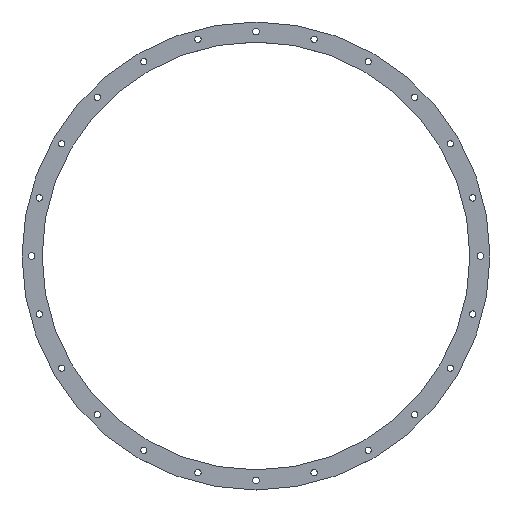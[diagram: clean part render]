
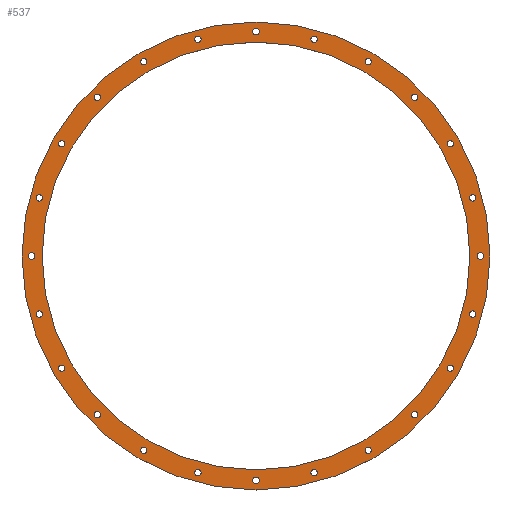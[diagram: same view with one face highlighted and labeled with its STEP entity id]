
A CAD part, top view. The second image highlights one B-rep face of the part: STEP entity #537.
In plain terms, the highlighted planar face has unit normal (0, 0, 1).
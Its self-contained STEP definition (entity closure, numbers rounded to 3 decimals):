
#15=PLANE('',#619);
#43=FACE_BOUND('',#174,.T.);
#44=FACE_BOUND('',#175,.T.);
#45=FACE_BOUND('',#176,.T.);
#46=FACE_BOUND('',#177,.T.);
#47=FACE_BOUND('',#178,.T.);
#48=FACE_BOUND('',#179,.T.);
#49=FACE_BOUND('',#180,.T.);
#50=FACE_BOUND('',#181,.T.);
#51=FACE_BOUND('',#182,.T.);
#52=FACE_BOUND('',#183,.T.);
#53=FACE_BOUND('',#184,.T.);
#54=FACE_BOUND('',#185,.T.);
#55=FACE_BOUND('',#186,.T.);
#56=FACE_BOUND('',#187,.T.);
#57=FACE_BOUND('',#188,.T.);
#58=FACE_BOUND('',#189,.T.);
#59=FACE_BOUND('',#190,.T.);
#60=FACE_BOUND('',#191,.T.);
#61=FACE_BOUND('',#192,.T.);
#62=FACE_BOUND('',#193,.T.);
#63=FACE_BOUND('',#194,.T.);
#64=FACE_BOUND('',#195,.T.);
#65=FACE_BOUND('',#196,.T.);
#66=FACE_BOUND('',#197,.T.);
#67=FACE_BOUND('',#198,.T.);
#119=FACE_OUTER_BOUND('',#173,.T.);
#173=EDGE_LOOP('',(#433));
#174=EDGE_LOOP('',(#434));
#175=EDGE_LOOP('',(#435));
#176=EDGE_LOOP('',(#436));
#177=EDGE_LOOP('',(#437));
#178=EDGE_LOOP('',(#438));
#179=EDGE_LOOP('',(#439));
#180=EDGE_LOOP('',(#440));
#181=EDGE_LOOP('',(#441));
#182=EDGE_LOOP('',(#442));
#183=EDGE_LOOP('',(#443));
#184=EDGE_LOOP('',(#444));
#185=EDGE_LOOP('',(#445));
#186=EDGE_LOOP('',(#446));
#187=EDGE_LOOP('',(#447));
#188=EDGE_LOOP('',(#448));
#189=EDGE_LOOP('',(#449));
#190=EDGE_LOOP('',(#450));
#191=EDGE_LOOP('',(#451));
#192=EDGE_LOOP('',(#452));
#193=EDGE_LOOP('',(#453));
#194=EDGE_LOOP('',(#454));
#195=EDGE_LOOP('',(#455));
#196=EDGE_LOOP('',(#456));
#197=EDGE_LOOP('',(#457));
#198=EDGE_LOOP('',(#458));
#225=CIRCLE('',#542,401.25);
#227=CIRCLE('',#545,6.);
#229=CIRCLE('',#548,6.);
#231=CIRCLE('',#551,6.);
#233=CIRCLE('',#554,6.);
#235=CIRCLE('',#557,6.);
#237=CIRCLE('',#560,6.);
#239=CIRCLE('',#563,6.);
#241=CIRCLE('',#566,6.);
#243=CIRCLE('',#569,6.);
#245=CIRCLE('',#572,6.);
#247=CIRCLE('',#575,6.);
#249=CIRCLE('',#578,6.);
#251=CIRCLE('',#581,6.);
#253=CIRCLE('',#584,6.);
#255=CIRCLE('',#587,6.);
#257=CIRCLE('',#590,6.);
#259=CIRCLE('',#593,6.);
#261=CIRCLE('',#596,6.);
#263=CIRCLE('',#599,6.);
#265=CIRCLE('',#602,6.);
#267=CIRCLE('',#605,6.);
#269=CIRCLE('',#608,6.);
#271=CIRCLE('',#611,6.);
#273=CIRCLE('',#614,6.);
#275=CIRCLE('',#617,439.);
#277=VERTEX_POINT('',#785);
#279=VERTEX_POINT('',#790);
#281=VERTEX_POINT('',#795);
#283=VERTEX_POINT('',#800);
#285=VERTEX_POINT('',#805);
#287=VERTEX_POINT('',#810);
#289=VERTEX_POINT('',#815);
#291=VERTEX_POINT('',#820);
#293=VERTEX_POINT('',#825);
#295=VERTEX_POINT('',#830);
#297=VERTEX_POINT('',#835);
#299=VERTEX_POINT('',#840);
#301=VERTEX_POINT('',#845);
#303=VERTEX_POINT('',#850);
#305=VERTEX_POINT('',#855);
#307=VERTEX_POINT('',#860);
#309=VERTEX_POINT('',#865);
#311=VERTEX_POINT('',#870);
#313=VERTEX_POINT('',#875);
#315=VERTEX_POINT('',#880);
#317=VERTEX_POINT('',#885);
#319=VERTEX_POINT('',#890);
#321=VERTEX_POINT('',#895);
#323=VERTEX_POINT('',#900);
#325=VERTEX_POINT('',#905);
#327=VERTEX_POINT('',#910);
#329=EDGE_CURVE('',#277,#277,#225,.T.);
#331=EDGE_CURVE('',#279,#279,#227,.T.);
#333=EDGE_CURVE('',#281,#281,#229,.T.);
#335=EDGE_CURVE('',#283,#283,#231,.T.);
#337=EDGE_CURVE('',#285,#285,#233,.T.);
#339=EDGE_CURVE('',#287,#287,#235,.T.);
#341=EDGE_CURVE('',#289,#289,#237,.T.);
#343=EDGE_CURVE('',#291,#291,#239,.T.);
#345=EDGE_CURVE('',#293,#293,#241,.T.);
#347=EDGE_CURVE('',#295,#295,#243,.T.);
#349=EDGE_CURVE('',#297,#297,#245,.T.);
#351=EDGE_CURVE('',#299,#299,#247,.T.);
#353=EDGE_CURVE('',#301,#301,#249,.T.);
#355=EDGE_CURVE('',#303,#303,#251,.T.);
#357=EDGE_CURVE('',#305,#305,#253,.T.);
#359=EDGE_CURVE('',#307,#307,#255,.T.);
#361=EDGE_CURVE('',#309,#309,#257,.T.);
#363=EDGE_CURVE('',#311,#311,#259,.T.);
#365=EDGE_CURVE('',#313,#313,#261,.T.);
#367=EDGE_CURVE('',#315,#315,#263,.T.);
#369=EDGE_CURVE('',#317,#317,#265,.T.);
#371=EDGE_CURVE('',#319,#319,#267,.T.);
#373=EDGE_CURVE('',#321,#321,#269,.T.);
#375=EDGE_CURVE('',#323,#323,#271,.T.);
#377=EDGE_CURVE('',#325,#325,#273,.T.);
#379=EDGE_CURVE('',#327,#327,#275,.T.);
#433=ORIENTED_EDGE('',*,*,#379,.F.);
#434=ORIENTED_EDGE('',*,*,#329,.T.);
#435=ORIENTED_EDGE('',*,*,#331,.T.);
#436=ORIENTED_EDGE('',*,*,#333,.T.);
#437=ORIENTED_EDGE('',*,*,#335,.T.);
#438=ORIENTED_EDGE('',*,*,#337,.T.);
#439=ORIENTED_EDGE('',*,*,#339,.T.);
#440=ORIENTED_EDGE('',*,*,#341,.T.);
#441=ORIENTED_EDGE('',*,*,#343,.T.);
#442=ORIENTED_EDGE('',*,*,#345,.T.);
#443=ORIENTED_EDGE('',*,*,#347,.T.);
#444=ORIENTED_EDGE('',*,*,#349,.T.);
#445=ORIENTED_EDGE('',*,*,#351,.T.);
#446=ORIENTED_EDGE('',*,*,#353,.T.);
#447=ORIENTED_EDGE('',*,*,#355,.T.);
#448=ORIENTED_EDGE('',*,*,#357,.T.);
#449=ORIENTED_EDGE('',*,*,#359,.T.);
#450=ORIENTED_EDGE('',*,*,#361,.T.);
#451=ORIENTED_EDGE('',*,*,#363,.T.);
#452=ORIENTED_EDGE('',*,*,#365,.T.);
#453=ORIENTED_EDGE('',*,*,#367,.T.);
#454=ORIENTED_EDGE('',*,*,#369,.T.);
#455=ORIENTED_EDGE('',*,*,#371,.T.);
#456=ORIENTED_EDGE('',*,*,#373,.T.);
#457=ORIENTED_EDGE('',*,*,#375,.T.);
#458=ORIENTED_EDGE('',*,*,#377,.T.);
#537=ADVANCED_FACE('',(#119,#43,#44,#45,#46,#47,#48,#49,#50,#51,#52,#53,
#54,#55,#56,#57,#58,#59,#60,#61,#62,#63,#64,#65,#66,#67),#15,.F.);
#542=AXIS2_PLACEMENT_3D('',#786,#625,#626);
#545=AXIS2_PLACEMENT_3D('',#791,#631,#632);
#548=AXIS2_PLACEMENT_3D('',#796,#637,#638);
#551=AXIS2_PLACEMENT_3D('',#801,#643,#644);
#554=AXIS2_PLACEMENT_3D('',#806,#649,#650);
#557=AXIS2_PLACEMENT_3D('',#811,#655,#656);
#560=AXIS2_PLACEMENT_3D('',#816,#661,#662);
#563=AXIS2_PLACEMENT_3D('',#821,#667,#668);
#566=AXIS2_PLACEMENT_3D('',#826,#673,#674);
#569=AXIS2_PLACEMENT_3D('',#831,#679,#680);
#572=AXIS2_PLACEMENT_3D('',#836,#685,#686);
#575=AXIS2_PLACEMENT_3D('',#841,#691,#692);
#578=AXIS2_PLACEMENT_3D('',#846,#697,#698);
#581=AXIS2_PLACEMENT_3D('',#851,#703,#704);
#584=AXIS2_PLACEMENT_3D('',#856,#709,#710);
#587=AXIS2_PLACEMENT_3D('',#861,#715,#716);
#590=AXIS2_PLACEMENT_3D('',#866,#721,#722);
#593=AXIS2_PLACEMENT_3D('',#871,#727,#728);
#596=AXIS2_PLACEMENT_3D('',#876,#733,#734);
#599=AXIS2_PLACEMENT_3D('',#881,#739,#740);
#602=AXIS2_PLACEMENT_3D('',#886,#745,#746);
#605=AXIS2_PLACEMENT_3D('',#891,#751,#752);
#608=AXIS2_PLACEMENT_3D('',#896,#757,#758);
#611=AXIS2_PLACEMENT_3D('',#901,#763,#764);
#614=AXIS2_PLACEMENT_3D('',#906,#769,#770);
#617=AXIS2_PLACEMENT_3D('',#911,#775,#776);
#619=AXIS2_PLACEMENT_3D('',#914,#779,#780);
#625=DIRECTION('center_axis',(0.,0.,-1.));
#626=DIRECTION('ref_axis',(-1.,0.,0.));
#631=DIRECTION('center_axis',(0.,0.,-1.));
#632=DIRECTION('ref_axis',(-1.,0.,0.));
#637=DIRECTION('center_axis',(0.,0.,-1.));
#638=DIRECTION('ref_axis',(-1.,0.,0.));
#643=DIRECTION('center_axis',(0.,0.,-1.));
#644=DIRECTION('ref_axis',(-1.,0.,0.));
#649=DIRECTION('center_axis',(0.,0.,-1.));
#650=DIRECTION('ref_axis',(-1.,0.,0.));
#655=DIRECTION('center_axis',(0.,0.,-1.));
#656=DIRECTION('ref_axis',(-1.,0.,0.));
#661=DIRECTION('center_axis',(0.,0.,-1.));
#662=DIRECTION('ref_axis',(-1.,0.,0.));
#667=DIRECTION('center_axis',(0.,0.,-1.));
#668=DIRECTION('ref_axis',(-1.,0.,0.));
#673=DIRECTION('center_axis',(0.,0.,-1.));
#674=DIRECTION('ref_axis',(-1.,0.,0.));
#679=DIRECTION('center_axis',(0.,0.,-1.));
#680=DIRECTION('ref_axis',(-1.,0.,0.));
#685=DIRECTION('center_axis',(0.,0.,-1.));
#686=DIRECTION('ref_axis',(-1.,0.,0.));
#691=DIRECTION('center_axis',(0.,0.,-1.));
#692=DIRECTION('ref_axis',(-1.,0.,0.));
#697=DIRECTION('center_axis',(0.,0.,-1.));
#698=DIRECTION('ref_axis',(-1.,0.,0.));
#703=DIRECTION('center_axis',(0.,0.,-1.));
#704=DIRECTION('ref_axis',(-1.,0.,0.));
#709=DIRECTION('center_axis',(0.,0.,-1.));
#710=DIRECTION('ref_axis',(-1.,0.,0.));
#715=DIRECTION('center_axis',(0.,0.,-1.));
#716=DIRECTION('ref_axis',(-1.,0.,0.));
#721=DIRECTION('center_axis',(0.,0.,-1.));
#722=DIRECTION('ref_axis',(-1.,0.,0.));
#727=DIRECTION('center_axis',(0.,0.,-1.));
#728=DIRECTION('ref_axis',(-1.,0.,0.));
#733=DIRECTION('center_axis',(0.,0.,-1.));
#734=DIRECTION('ref_axis',(-1.,0.,0.));
#739=DIRECTION('center_axis',(0.,0.,-1.));
#740=DIRECTION('ref_axis',(-1.,0.,0.));
#745=DIRECTION('center_axis',(0.,0.,-1.));
#746=DIRECTION('ref_axis',(-1.,0.,0.));
#751=DIRECTION('center_axis',(0.,0.,-1.));
#752=DIRECTION('ref_axis',(-1.,0.,0.));
#757=DIRECTION('center_axis',(0.,0.,-1.));
#758=DIRECTION('ref_axis',(-1.,0.,0.));
#763=DIRECTION('center_axis',(0.,0.,-1.));
#764=DIRECTION('ref_axis',(-1.,0.,0.));
#769=DIRECTION('center_axis',(0.,0.,-1.));
#770=DIRECTION('ref_axis',(-1.,0.,0.));
#775=DIRECTION('center_axis',(0.,0.,-1.));
#776=DIRECTION('ref_axis',(-1.,0.,0.));
#779=DIRECTION('center_axis',(0.,0.,-1.));
#780=DIRECTION('ref_axis',(-1.,0.,0.));
#785=CARTESIAN_POINT('',(401.25,0.,4.));
#786=CARTESIAN_POINT('Origin',(0.,0.,4.));
#790=CARTESIAN_POINT('',(114.963,406.655,4.));
#791=CARTESIAN_POINT('Origin',(108.963,406.655,4.));
#795=CARTESIAN_POINT('',(216.5,364.597,4.));
#796=CARTESIAN_POINT('Origin',(210.5,364.597,4.));
#800=CARTESIAN_POINT('',(303.692,297.692,4.));
#801=CARTESIAN_POINT('Origin',(297.692,297.692,4.));
#805=CARTESIAN_POINT('',(370.597,210.5,4.));
#806=CARTESIAN_POINT('Origin',(364.597,210.5,4.));
#810=CARTESIAN_POINT('',(412.655,108.963,4.));
#811=CARTESIAN_POINT('Origin',(406.655,108.963,4.));
#815=CARTESIAN_POINT('',(427.,0.,4.));
#816=CARTESIAN_POINT('Origin',(421.,0.,4.));
#820=CARTESIAN_POINT('',(412.655,-108.963,4.));
#821=CARTESIAN_POINT('Origin',(406.655,-108.963,4.));
#825=CARTESIAN_POINT('',(370.597,-210.5,4.));
#826=CARTESIAN_POINT('Origin',(364.597,-210.5,4.));
#830=CARTESIAN_POINT('',(303.692,-297.692,4.));
#831=CARTESIAN_POINT('Origin',(297.692,-297.692,4.));
#835=CARTESIAN_POINT('',(216.5,-364.597,4.));
#836=CARTESIAN_POINT('Origin',(210.5,-364.597,4.));
#840=CARTESIAN_POINT('',(114.963,-406.655,4.));
#841=CARTESIAN_POINT('Origin',(108.963,-406.655,4.));
#845=CARTESIAN_POINT('',(6.,-421.,4.));
#846=CARTESIAN_POINT('Origin',(0.,-421.,4.));
#850=CARTESIAN_POINT('',(-102.963,-406.655,4.));
#851=CARTESIAN_POINT('Origin',(-108.963,-406.655,4.));
#855=CARTESIAN_POINT('',(-204.5,-364.597,4.));
#856=CARTESIAN_POINT('Origin',(-210.5,-364.597,4.));
#860=CARTESIAN_POINT('',(-291.692,-297.692,4.));
#861=CARTESIAN_POINT('Origin',(-297.692,-297.692,4.));
#865=CARTESIAN_POINT('',(-358.597,-210.5,4.));
#866=CARTESIAN_POINT('Origin',(-364.597,-210.5,4.));
#870=CARTESIAN_POINT('',(-400.655,-108.963,4.));
#871=CARTESIAN_POINT('Origin',(-406.655,-108.963,4.));
#875=CARTESIAN_POINT('',(-415.,0.,4.));
#876=CARTESIAN_POINT('Origin',(-421.,0.,4.));
#880=CARTESIAN_POINT('',(-400.655,108.963,4.));
#881=CARTESIAN_POINT('Origin',(-406.655,108.963,4.));
#885=CARTESIAN_POINT('',(-358.597,210.5,4.));
#886=CARTESIAN_POINT('Origin',(-364.597,210.5,4.));
#890=CARTESIAN_POINT('',(-291.692,297.692,4.));
#891=CARTESIAN_POINT('Origin',(-297.692,297.692,4.));
#895=CARTESIAN_POINT('',(-204.5,364.597,4.));
#896=CARTESIAN_POINT('Origin',(-210.5,364.597,4.));
#900=CARTESIAN_POINT('',(-102.963,406.655,4.));
#901=CARTESIAN_POINT('Origin',(-108.963,406.655,4.));
#905=CARTESIAN_POINT('',(6.,421.,4.));
#906=CARTESIAN_POINT('Origin',(0.,421.,4.));
#910=CARTESIAN_POINT('',(439.,0.,4.));
#911=CARTESIAN_POINT('Origin',(0.,0.,4.));
#914=CARTESIAN_POINT('Origin',(0.,0.,4.));
